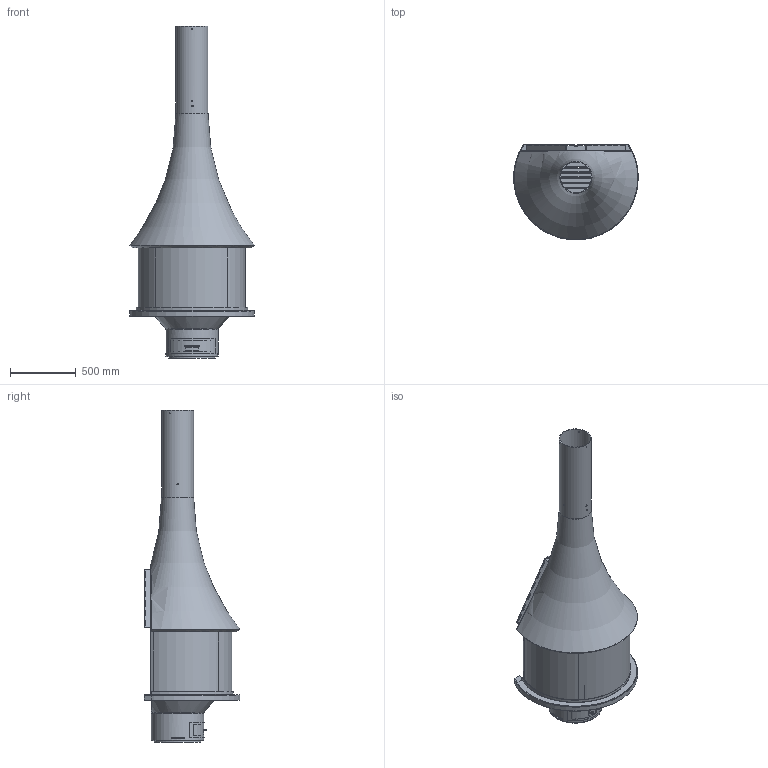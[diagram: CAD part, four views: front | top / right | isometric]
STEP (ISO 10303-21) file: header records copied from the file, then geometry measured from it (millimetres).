
FILE_DESCRIPTION(('STEP AP214'),'1');
FILE_NAME('.stp','2017-01-09T13:36:31',(' '),(' '),'Spatial InterOp 3D',' ',' ');
FILE_SCHEMA(('automotive_design'));
Length unit declared in the file: millimetre
Products named in the file (25): Socle 993 Mural; Pied (Repoussage); Plateau (Repoussage); Rail (Repoussage); Face arrère socle; Raidisseur arrière droit; Raidisseur arrière gauche; Plaque de jonction; Anneau cache vis; Vitre coulissante; Vitre droite; Vitre gauche; Grille 992 M; demi grille 992 M 1; demi grille 992 M 2; 993 bac à cendre 5; 993 bac à cendre 3; 993 bac à cendre 2; 993 bac à cendre; Hotte 993 Murale; Hotte; Conduit; Face arrière hotte; Support isolation Hotte
Assembly tree (24 placements, depth 4):
  (unnamed)
    Socle 993 Mural
      Pied (Repoussage)
      Plateau (Repoussage)
      Rail (Repoussage)
      Face arrère socle
      Raidisseur arrière droit
      Raidisseur arrière gauche
      Plaque de jonction
      Anneau cache vis
      Vitre coulissante
      Vitre droite
      Vitre gauche
      Grille 992 M
        demi grille 992 M 1
        demi grille 992 M 2
      993 bac à cendre 5
        993 bac à cendre 3
        993 bac à cendre 2
        993 bac à cendre
    Hotte 993 Murale
      Hotte
      Conduit
      Face arrière hotte
      Support isolation Hotte
Bounding box: 949.32 x 729.7 x 2530 mm (x, y, z)
Volume: 17547538.4 mm3; surface area: 10287252.7 mm2
Topology: 19 solids, 20 shells, 2586 faces, 6432 edges, 3743 vertices
Faces by surface type: bspline 1049, cylinder 581, plane 557, torus 275, cone 63, sphere 58, extrusion 3
Full cylindrical faces by diameter (mm): 4.2 x2, 6 x6, 7 x7, 7.2 x6, 8 x5, 10.2 x3, 17.2 x1, 236 x1, 244 x1, 350 x1, 355 x1, 360 x1, 396 x1, 400 x1
Entity records: 129915 total; most frequent: CARTESIAN_POINT 56035, ORIENTED_EDGE 12404, DIRECTION 9187, EDGE_CURVE 6202, VERTEX_POINT 3727, AXIS2_PLACEMENT_3D 3709, EDGE_LOOP 2785, FACE_OUTER_BOUND 2639
